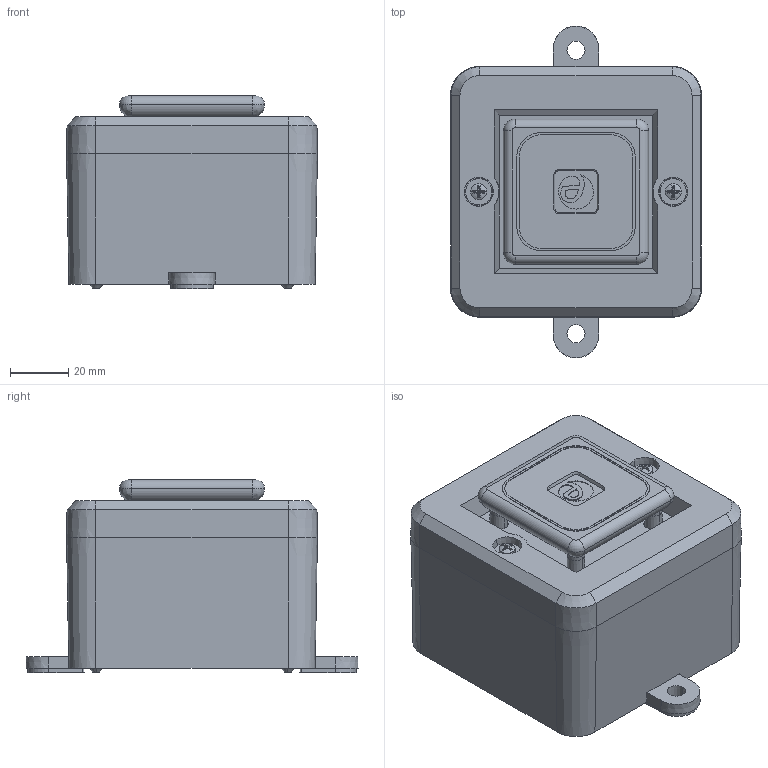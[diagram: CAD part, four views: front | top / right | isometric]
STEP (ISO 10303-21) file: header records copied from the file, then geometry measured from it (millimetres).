
FILE_DESCRIPTION (( 'STEP AP214' ), '1' );
FILE_NAME ('SK0265-M-3D_Issue_A.STEP', '2020-07-28T10:25:44', ( '' ), ( '' ), 'SwSTEP 2.0', 'SolidWorks 2020', '' );
FILE_SCHEMA (( 'AUTOMOTIVE_DESIGN' ));
Length unit declared in the file: millimetre
Products named in the file (7): SK0265-M-3D_Issue_A; D0620-002_BASIC; D0620-004-BASIC; A100 Lug; Fibre washer; SCSSPL6x35; Multipurpose BackBox Outline
Assembly tree (9 placements, depth 2):
  SK0265-M-3D_Issue_A
    D0620-002_BASIC
    D0620-004-BASIC
    Fibre washer  x2
    SCSSPL6x35  x2
    Multipurpose BackBox Outline
    A100 Lug  x2
Bounding box: 86.4 x 114.33 x 66.5 mm (x, y, z)
Volume: 397317.8 mm3; surface area: 76881.6 mm2
Topology: 13 solids, 13 shells, 546 faces, 1359 edges, 861 vertices
Faces by surface type: plane 183, cylinder 182, cone 105, bspline 47, torus 25, sphere 4
Entity records: 22207 total; most frequent: CARTESIAN_POINT 11773, ORIENTED_EDGE 2128, DIRECTION 2067, EDGE_CURVE 1064, AXIS2_PLACEMENT_3D 794, VERTEX_POINT 684, EDGE_LOOP 508, VECTOR 479
